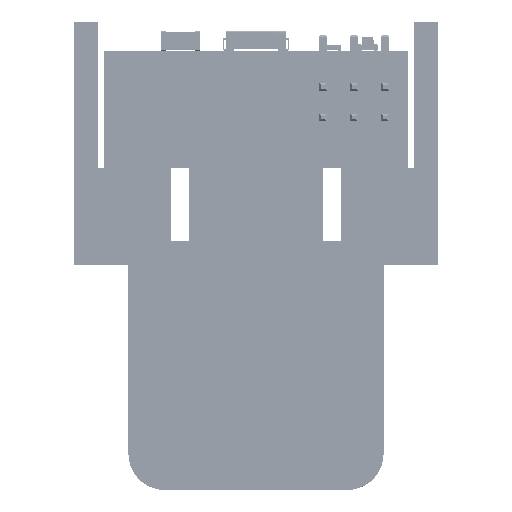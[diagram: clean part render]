
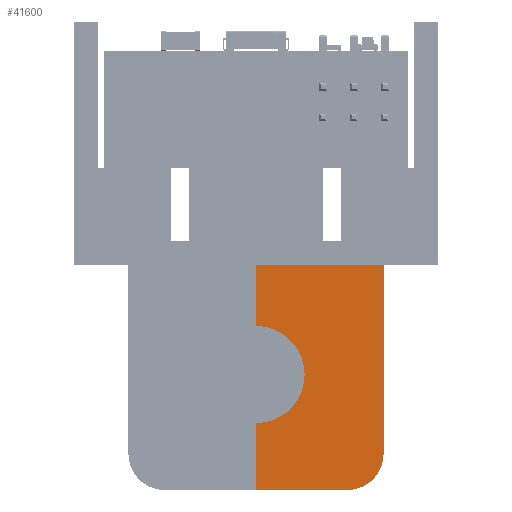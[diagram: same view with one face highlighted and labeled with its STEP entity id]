
A CAD part, left-side view. The second image highlights one B-rep face of the part: STEP entity #41600.
In plain terms, the highlighted planar face has unit normal (-1, 0, 0).
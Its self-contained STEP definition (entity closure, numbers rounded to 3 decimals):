
#5292=PLANE('',#45437);
#7391=FACE_OUTER_BOUND('',#9618,.T.);
#9618=EDGE_LOOP('',(#38948,#38949,#38950,#38951,#38952,#38953,#38954));
#14031=LINE('',#71882,#18482);
#14036=LINE('',#71892,#18487);
#14040=LINE('',#71899,#18491);
#14046=LINE('',#71914,#18497);
#14050=LINE('',#71929,#18501);
#18482=VECTOR('',#56910,10.);
#18487=VECTOR('',#56917,10.);
#18491=VECTOR('',#56921,10.);
#18497=VECTOR('',#56935,10.);
#18501=VECTOR('',#56955,10.);
#19407=CIRCLE('',#45431,3.);
#19409=CIRCLE('',#45434,4.);
#22781=VERTEX_POINT('',#71879);
#22782=VERTEX_POINT('',#71881);
#22785=VERTEX_POINT('',#71889);
#22786=VERTEX_POINT('',#71891);
#22789=VERTEX_POINT('',#71897);
#22794=VERTEX_POINT('',#71913);
#22795=VERTEX_POINT('',#71917);
#28168=EDGE_CURVE('',#22781,#22782,#14031,.T.);
#28173=EDGE_CURVE('',#22786,#22785,#14036,.T.);
#28177=EDGE_CURVE('',#22781,#22789,#14040,.T.);
#28184=EDGE_CURVE('',#22782,#22794,#14046,.T.);
#28186=EDGE_CURVE('',#22795,#22794,#19407,.T.);
#28190=EDGE_CURVE('',#22786,#22789,#19409,.T.);
#28192=EDGE_CURVE('',#22785,#22795,#14050,.T.);
#38948=ORIENTED_EDGE('',*,*,#28190,.F.);
#38949=ORIENTED_EDGE('',*,*,#28173,.T.);
#38950=ORIENTED_EDGE('',*,*,#28192,.T.);
#38951=ORIENTED_EDGE('',*,*,#28186,.T.);
#38952=ORIENTED_EDGE('',*,*,#28184,.F.);
#38953=ORIENTED_EDGE('',*,*,#28168,.F.);
#38954=ORIENTED_EDGE('',*,*,#28177,.T.);
#41600=ADVANCED_FACE('',(#7391),#5292,.F.);
#45431=AXIS2_PLACEMENT_3D('',#71918,#56939,#56940);
#45434=AXIS2_PLACEMENT_3D('',#71925,#56947,#56948);
#45437=AXIS2_PLACEMENT_3D('',#71928,#56953,#56954);
#56910=DIRECTION('',(0.,1.,0.));
#56917=DIRECTION('',(0.,0.,1.));
#56921=DIRECTION('',(0.,0.,1.));
#56935=DIRECTION('',(0.,0.,1.));
#56939=DIRECTION('center_axis',(-1.,0.,0.));
#56940=DIRECTION('ref_axis',(0.,0.707,0.707));
#56947=DIRECTION('center_axis',(-1.,0.,0.));
#56948=DIRECTION('ref_axis',(0.,1.,0.));
#56953=DIRECTION('center_axis',(1.,0.,0.));
#56954=DIRECTION('ref_axis',(0.,1.,0.));
#56955=DIRECTION('',(0.,1.,0.));
#71879=CARTESIAN_POINT('',(-38.,0.,0.));
#71881=CARTESIAN_POINT('',(-38.,10.5,0.));
#71882=CARTESIAN_POINT('',(-38.,0.,0.));
#71889=CARTESIAN_POINT('',(-38.,0.,18.5));
#71891=CARTESIAN_POINT('',(-38.,0.,13.));
#71892=CARTESIAN_POINT('',(-38.,0.,0.));
#71897=CARTESIAN_POINT('',(-38.,0.,5.));
#71899=CARTESIAN_POINT('',(-38.,0.,0.));
#71913=CARTESIAN_POINT('',(-38.,10.5,15.5));
#71914=CARTESIAN_POINT('',(-38.,10.5,0.));
#71917=CARTESIAN_POINT('',(-38.,7.5,18.5));
#71918=CARTESIAN_POINT('Origin',(-38.,7.5,15.5));
#71925=CARTESIAN_POINT('Origin',(-38.,0.,9.));
#71928=CARTESIAN_POINT('Origin',(-38.,0.,0.));
#71929=CARTESIAN_POINT('',(-38.,0.,18.5));
